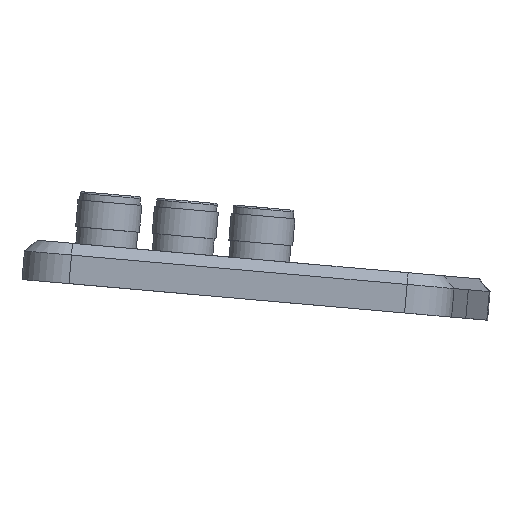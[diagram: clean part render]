
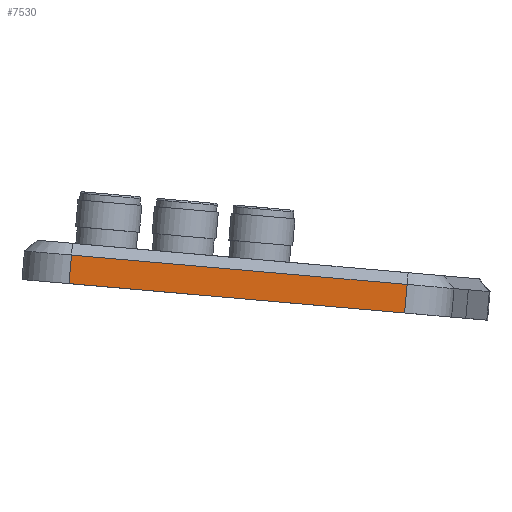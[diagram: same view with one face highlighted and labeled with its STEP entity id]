
A CAD part, left-side view. The second image highlights one B-rep face of the part: STEP entity #7530.
In plain terms, the highlighted planar face has unit normal (-1, 0, 0).
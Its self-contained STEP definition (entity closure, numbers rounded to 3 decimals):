
#203=LINE('',#11381,#901);
#227=LINE('',#11446,#925);
#722=LINE('',#12846,#1420);
#723=LINE('',#12848,#1421);
#901=VECTOR('',#9070,10.);
#925=VECTOR('',#9132,10.);
#1420=VECTOR('',#10573,10.);
#1421=VECTOR('',#10576,10.);
#2032=FACE_OUTER_BOUND('',#2475,.T.);
#2475=EDGE_LOOP('',(#6860,#6861,#6862,#6863));
#3164=VERTEX_POINT('',#11378);
#3165=VERTEX_POINT('',#11380);
#3184=VERTEX_POINT('',#11436);
#3186=VERTEX_POINT('',#11442);
#3972=EDGE_CURVE('',#3164,#3165,#203,.T.);
#4005=EDGE_CURVE('',#3184,#3186,#227,.T.);
#4705=EDGE_CURVE('',#3164,#3186,#722,.T.);
#4706=EDGE_CURVE('',#3165,#3184,#723,.T.);
#6860=ORIENTED_EDGE('',*,*,#4005,.F.);
#6861=ORIENTED_EDGE('',*,*,#4706,.F.);
#6862=ORIENTED_EDGE('',*,*,#3972,.F.);
#6863=ORIENTED_EDGE('',*,*,#4705,.T.);
#7139=PLANE('',#8327);
#7530=ADVANCED_FACE('',(#2032),#7139,.T.);
#8327=AXIS2_PLACEMENT_3D('',#12847,#10574,#10575);
#9070=DIRECTION('',(0.,0.996,0.087));
#9132=DIRECTION('',(0.,-0.996,-0.087));
#10573=DIRECTION('',(0.,-0.087,0.996));
#10574=DIRECTION('center_axis',(-1.,0.,0.));
#10575=DIRECTION('ref_axis',(0.,-0.996,-0.087));
#10576=DIRECTION('',(0.,-0.087,0.996));
#11378=CARTESIAN_POINT('',(-11.999,-19.12,-42.874));
#11380=CARTESIAN_POINT('',(-11.999,80.524,-34.156));
#11381=CARTESIAN_POINT('',(-11.999,80.524,-34.156));
#11436=CARTESIAN_POINT('',(-11.999,79.783,-25.689));
#11442=CARTESIAN_POINT('',(-11.999,-19.861,-34.406));
#11446=CARTESIAN_POINT('',(-11.999,52.2,-28.102));
#12846=CARTESIAN_POINT('',(-11.999,-19.73,-35.9));
#12847=CARTESIAN_POINT('Origin',(-11.999,79.914,-27.183));
#12848=CARTESIAN_POINT('',(-11.999,79.914,-27.183));
